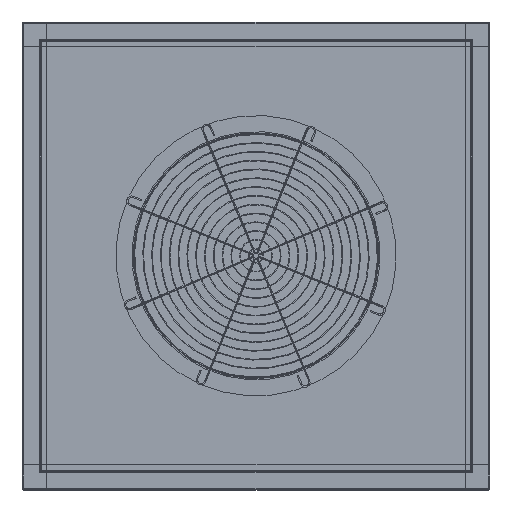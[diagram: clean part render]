
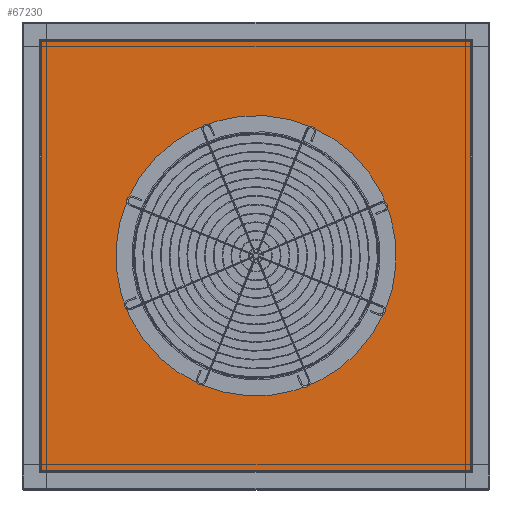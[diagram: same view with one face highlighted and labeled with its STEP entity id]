
A CAD part, top view. The second image highlights one B-rep face of the part: STEP entity #67230.
In plain terms, the highlighted planar face has unit normal (0, 0, 1).
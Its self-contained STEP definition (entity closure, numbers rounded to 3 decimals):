
#7099 = EDGE_LOOP ( 'NONE', ( #78093, #35358 ) ) ;
#9701 = EDGE_CURVE ( 'Defeature ausgef�hrt3_1842+Defeature ausgef�hrt3_1846+Defeature ausgef�hrt3_1844+Defeature ausgef�hrt3_1845', #129892, #106371, #69338, .T. ) ;
#11454 = ORIENTED_EDGE ( 'NONE', *, *, #35002, .F. ) ;
#13547 = EDGE_CURVE ( 'Defeature ausgef�hrt3_1928+Defeature ausgef�hrt3_1846+Defeature ausgef�hrt3_1927+Defeature ausgef�hrt3_1927', #136288, #143312, #128315, .T. ) ;
#15319 = CARTESIAN_POINT ( 'NONE',  ( -644.297, 644.297, 1794.5 ) ) ;
#18774 = DIRECTION ( 'NONE',  ( 1., 0., 0. ) ) ;
#20834 = VECTOR ( 'NONE', #70053, 1000. ) ;
#21166 = DIRECTION ( 'NONE',  ( 0., 1., 0. ) ) ;
#29650 = LINE ( 'NONE', #73876, #76911 ) ;
#29883 = FACE_BOUND ( 'NONE', #7099, .T. ) ;
#31471 = AXIS2_PLACEMENT_3D ( 'NONE', #49245, #49967, #81160 ) ;
#35002 = EDGE_CURVE ( 'Defeature ausgef�hrt3_1824+Defeature ausgef�hrt3_1846+Defeature ausgef�hrt3_1826+Defeature ausgef�hrt3_1827', #128610, #111719, #103935, .T. ) ;
#35358 = ORIENTED_EDGE ( 'NONE', *, *, #13547, .F. ) ;
#35838 = DIRECTION ( 'NONE',  ( 0., 0., 1. ) ) ;
#40683 = EDGE_CURVE ( 'Defeature ausgef�hrt3_1815+Defeature ausgef�hrt3_1846+Defeature ausgef�hrt3_1817+Defeature ausgef�hrt3_1818', #111719, #129892, #43287, .T. ) ;
#41466 = CARTESIAN_POINT ( 'NONE',  ( -36.297, 36.297, 1794.5 ) ) ;
#43287 = LINE ( 'NONE', #74493, #63689 ) ;
#48449 = AXIS2_PLACEMENT_3D ( 'NONE', #41466, #142330, #21166 ) ;
#49245 = CARTESIAN_POINT ( 'NONE',  ( -36.297, 36.297, 1794.5 ) ) ;
#49967 = DIRECTION ( 'NONE',  ( 0., 0., 1. ) ) ;
#53615 = VECTOR ( 'NONE', #61120, 1000. ) ;
#54510 = PLANE ( 'NONE',  #48449 ) ;
#61120 = DIRECTION ( 'NONE',  ( 0., -1., 0. ) ) ;
#63689 = VECTOR ( 'NONE', #97002, 1000. ) ;
#67230 = ADVANCED_FACE ( 'Defeature ausgef�hrt3_1846', ( #29883, #98063 ), #54510, .T. ) ;
#69174 = EDGE_LOOP ( 'NONE', ( #95501, #99550, #11454, #96989 ) ) ;
#69338 = LINE ( 'NONE', #104867, #20834 ) ;
#70053 = DIRECTION ( 'NONE',  ( 0., 1., 0. ) ) ;
#70259 = CARTESIAN_POINT ( 'NONE',  ( -399.918, 196.876, 1794.5 ) ) ;
#73876 = CARTESIAN_POINT ( 'NONE',  ( -645.59, 644.297, 1794.5 ) ) ;
#74125 = CARTESIAN_POINT ( 'NONE',  ( 571.703, 645.59, 1794.5 ) ) ;
#74257 = EDGE_CURVE ( 'Defeature ausgef�hrt3_1833+Defeature ausgef�hrt3_1846+Defeature ausgef�hrt3_1835+Defeature ausgef�hrt3_1836', #106371, #128610, #29650, .T. ) ;
#74406 = AXIS2_PLACEMENT_3D ( 'NONE', #78635, #35838, #80059 ) ;
#74493 = CARTESIAN_POINT ( 'NONE',  ( 572.996, -571.703, 1794.5 ) ) ;
#76911 = VECTOR ( 'NONE', #18774, 1000. ) ;
#78093 = ORIENTED_EDGE ( 'NONE', *, *, #102542, .F. ) ;
#78635 = CARTESIAN_POINT ( 'NONE',  ( -36.297, 36.297, 1794.5 ) ) ;
#80059 = DIRECTION ( 'NONE',  ( -0.915, 0.404, 0. ) ) ;
#81160 = DIRECTION ( 'NONE',  ( -0.915, 0.404, 0. ) ) ;
#88666 = CARTESIAN_POINT ( 'NONE',  ( 327.324, -124.283, 1794.5 ) ) ;
#89346 = CIRCLE ( 'NONE', #31471, 397.5 ) ;
#95501 = ORIENTED_EDGE ( 'NONE', *, *, #9701, .F. ) ;
#96989 = ORIENTED_EDGE ( 'NONE', *, *, #74257, .F. ) ;
#97002 = DIRECTION ( 'NONE',  ( -1., 0., 0. ) ) ;
#98063 = FACE_OUTER_BOUND ( 'NONE', #69174, .T. ) ;
#99550 = ORIENTED_EDGE ( 'NONE', *, *, #40683, .F. ) ;
#102542 = EDGE_CURVE ( 'Defeature ausgef�hrt3_1927+Defeature ausgef�hrt3_1846+Defeature ausgef�hrt3_1928+Defeature ausgef�hrt3_1928', #143312, #136288, #89346, .T. ) ;
#103935 = LINE ( 'NONE', #74125, #53615 ) ;
#104867 = CARTESIAN_POINT ( 'NONE',  ( -644.297, -572.996, 1794.5 ) ) ;
#106371 = VERTEX_POINT ( 'NONE', #15319 ) ;
#111719 = VERTEX_POINT ( 'NONE', #114989 ) ;
#112623 = CARTESIAN_POINT ( 'NONE',  ( 571.703, 644.297, 1794.5 ) ) ;
#114938 = CARTESIAN_POINT ( 'NONE',  ( -644.297, -571.703, 1794.5 ) ) ;
#114989 = CARTESIAN_POINT ( 'NONE',  ( 571.703, -571.703, 1794.5 ) ) ;
#128315 = CIRCLE ( 'NONE', #74406, 397.5 ) ;
#128610 = VERTEX_POINT ( 'NONE', #112623 ) ;
#129892 = VERTEX_POINT ( 'NONE', #114938 ) ;
#136288 = VERTEX_POINT ( 'NONE', #70259 ) ;
#142330 = DIRECTION ( 'NONE',  ( 0., 0., 1. ) ) ;
#143312 = VERTEX_POINT ( 'NONE', #88666 ) ;
